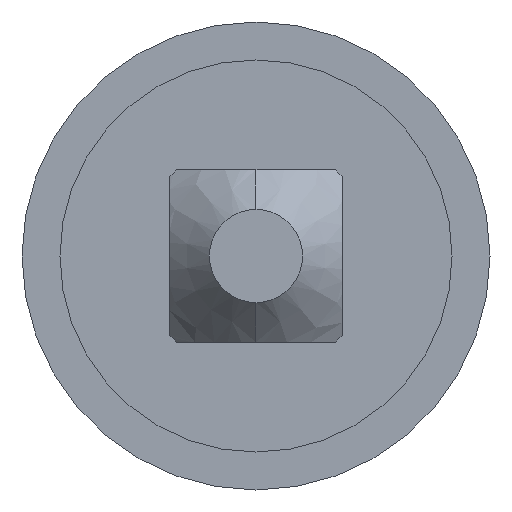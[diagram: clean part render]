
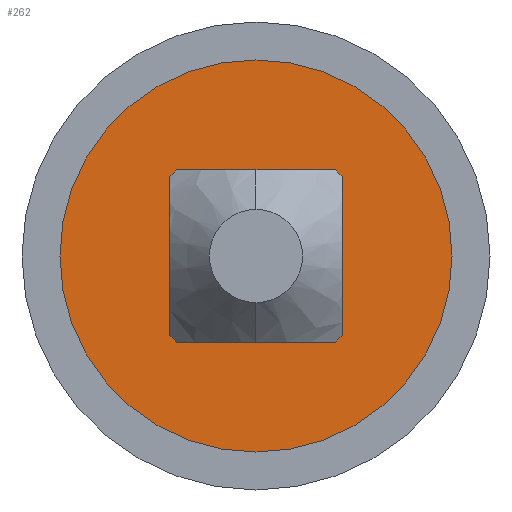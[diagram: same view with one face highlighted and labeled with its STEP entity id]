
A CAD part, left-side view. The second image highlights one B-rep face of the part: STEP entity #262.
In plain terms, the highlighted planar face has unit normal (-1, 0, 0).
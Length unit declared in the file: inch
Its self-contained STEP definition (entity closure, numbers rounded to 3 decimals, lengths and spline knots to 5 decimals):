
#5 = AXIS2_PLACEMENT_3D ( 'NONE', #619, #702, #278 ) ;
#10 = ORIENTED_EDGE ( 'NONE', *, *, #877, .F. ) ;
#33 = ORIENTED_EDGE ( 'NONE', *, *, #113, .T. ) ;
#36 = DIRECTION ( 'NONE',  ( -1., 0., 0. ) ) ;
#41 = CARTESIAN_POINT ( 'NONE',  ( 0.095, -0.01616, 0.01761 ) ) ;
#42 = VECTOR ( 'NONE', #193, 39.37008 ) ;
#52 = LINE ( 'NONE', #548, #356 ) ;
#63 = CARTESIAN_POINT ( 'NONE',  ( 0.095, 0., 0. ) ) ;
#88 = CARTESIAN_POINT ( 'NONE',  ( 0.095, -0.01616, -0.01761 ) ) ;
#94 = VECTOR ( 'NONE', #508, 39.37008 ) ;
#95 = CARTESIAN_POINT ( 'NONE',  ( 0.095, 0., -0.04 ) ) ;
#108 = CARTESIAN_POINT ( 'NONE',  ( 0.095, 0., 0. ) ) ;
#113 = EDGE_CURVE ( 'NONE', #828, #362, #594, .T. ) ;
#137 = VECTOR ( 'NONE', #552, 39.37008 ) ;
#145 = FACE_OUTER_BOUND ( 'NONE', #550, .T. ) ;
#151 = EDGE_LOOP ( 'NONE', ( #196, #427, #238, #613, #520, #10, #863, #174 ) ) ;
#174 = ORIENTED_EDGE ( 'NONE', *, *, #864, .F. ) ;
#176 = AXIS2_PLACEMENT_3D ( 'NONE', #580, #36, #317 ) ;
#190 = EDGE_CURVE ( 'NONE', #362, #828, #366, .T. ) ;
#193 = DIRECTION ( 'NONE',  ( 0., 0., -1. ) ) ;
#196 = ORIENTED_EDGE ( 'NONE', *, *, #809, .F. ) ;
#226 = LINE ( 'NONE', #421, #94 ) ;
#238 = ORIENTED_EDGE ( 'NONE', *, *, #604, .F. ) ;
#242 = VERTEX_POINT ( 'NONE', #561 ) ;
#249 = CIRCLE ( 'NONE', #176, 0.0239 ) ;
#262 = ADVANCED_FACE ( 'NONE', ( #626, #145 ), #473, .F. ) ;
#272 = DIRECTION ( 'NONE',  ( 0., 0., 1. ) ) ;
#278 = DIRECTION ( 'NONE',  ( 0., 0., 1. ) ) ;
#280 = DIRECTION ( 'NONE',  ( 0., 0., -1. ) ) ;
#290 = VERTEX_POINT ( 'NONE', #834 ) ;
#295 = DIRECTION ( 'NONE',  ( -1., 0., 0. ) ) ;
#311 = DIRECTION ( 'NONE',  ( 0., 0., 1. ) ) ;
#317 = DIRECTION ( 'NONE',  ( 0., 0., 1. ) ) ;
#336 = DIRECTION ( 'NONE',  ( 1., 0., 0. ) ) ;
#356 = VECTOR ( 'NONE', #757, 39.37008 ) ;
#362 = VERTEX_POINT ( 'NONE', #95 ) ;
#366 = CIRCLE ( 'NONE', #483, 0.04 ) ;
#369 = CARTESIAN_POINT ( 'NONE',  ( 0.095, 0.01616, 0.01761 ) ) ;
#372 = CIRCLE ( 'NONE', #470, 0.0239 ) ;
#381 = EDGE_CURVE ( 'NONE', #654, #242, #249, .T. ) ;
#400 = CIRCLE ( 'NONE', #5, 0.0239 ) ;
#413 = CARTESIAN_POINT ( 'NONE',  ( 0.095, 0.01761, -0.01619 ) ) ;
#414 = EDGE_CURVE ( 'NONE', #458, #796, #372, .T. ) ;
#421 = CARTESIAN_POINT ( 'NONE',  ( 0.095, -0.01619, 0.01761 ) ) ;
#422 = CARTESIAN_POINT ( 'NONE',  ( 0.095, 0., 0. ) ) ;
#424 = VERTEX_POINT ( 'NONE', #459 ) ;
#425 = CARTESIAN_POINT ( 'NONE',  ( 0.095, 0.01616, -0.01761 ) ) ;
#427 = ORIENTED_EDGE ( 'NONE', *, *, #712, .F. ) ;
#450 = EDGE_CURVE ( 'NONE', #242, #424, #817, .T. ) ;
#458 = VERTEX_POINT ( 'NONE', #693 ) ;
#459 = CARTESIAN_POINT ( 'NONE',  ( 0.095, 0.01761, -0.01616 ) ) ;
#470 = AXIS2_PLACEMENT_3D ( 'NONE', #63, #669, #272 ) ;
#473 = PLANE ( 'NONE',  #655 ) ;
#483 = AXIS2_PLACEMENT_3D ( 'NONE', #422, #631, #827 ) ;
#498 = CARTESIAN_POINT ( 'NONE',  ( 0.095, 0., 0. ) ) ;
#508 = DIRECTION ( 'NONE',  ( 0., 1., 0. ) ) ;
#520 = ORIENTED_EDGE ( 'NONE', *, *, #381, .F. ) ;
#548 = CARTESIAN_POINT ( 'NONE',  ( 0.095, -0.01619, -0.01761 ) ) ;
#550 = EDGE_LOOP ( 'NONE', ( #33, #668 ) ) ;
#552 = DIRECTION ( 'NONE',  ( 0., 0., 1. ) ) ;
#560 = LINE ( 'NONE', #635, #137 ) ;
#561 = CARTESIAN_POINT ( 'NONE',  ( 0.095, 0.01761, 0.01616 ) ) ;
#580 = CARTESIAN_POINT ( 'NONE',  ( 0.095, 0., 0. ) ) ;
#581 = VERTEX_POINT ( 'NONE', #425 ) ;
#594 = CIRCLE ( 'NONE', #689, 0.04 ) ;
#598 = VERTEX_POINT ( 'NONE', #88 ) ;
#604 = EDGE_CURVE ( 'NONE', #424, #581, #400, .T. ) ;
#613 = ORIENTED_EDGE ( 'NONE', *, *, #450, .F. ) ;
#619 = CARTESIAN_POINT ( 'NONE',  ( 0.095, 0., 0. ) ) ;
#626 = FACE_BOUND ( 'NONE', #151, .T. ) ;
#631 = DIRECTION ( 'NONE',  ( -1., 0., 0. ) ) ;
#635 = CARTESIAN_POINT ( 'NONE',  ( 0.095, -0.01761, -0.01619 ) ) ;
#654 = VERTEX_POINT ( 'NONE', #369 ) ;
#655 = AXIS2_PLACEMENT_3D ( 'NONE', #749, #336, #280 ) ;
#663 = DIRECTION ( 'NONE',  ( -1., 0., 0. ) ) ;
#668 = ORIENTED_EDGE ( 'NONE', *, *, #190, .T. ) ;
#669 = DIRECTION ( 'NONE',  ( -1., 0., 0. ) ) ;
#676 = CIRCLE ( 'NONE', #861, 0.0239 ) ;
#689 = AXIS2_PLACEMENT_3D ( 'NONE', #108, #663, #311 ) ;
#693 = CARTESIAN_POINT ( 'NONE',  ( 0.095, -0.01761, 0.01616 ) ) ;
#702 = DIRECTION ( 'NONE',  ( -1., 0., 0. ) ) ;
#712 = EDGE_CURVE ( 'NONE', #581, #598, #52, .T. ) ;
#749 = CARTESIAN_POINT ( 'NONE',  ( 0.095, 0.04, 0. ) ) ;
#757 = DIRECTION ( 'NONE',  ( 0., -1., 0. ) ) ;
#763 = CARTESIAN_POINT ( 'NONE',  ( 0.095, 0., 0.04 ) ) ;
#768 = DIRECTION ( 'NONE',  ( 0., 0., 1. ) ) ;
#796 = VERTEX_POINT ( 'NONE', #41 ) ;
#809 = EDGE_CURVE ( 'NONE', #598, #290, #676, .T. ) ;
#817 = LINE ( 'NONE', #413, #42 ) ;
#827 = DIRECTION ( 'NONE',  ( 0., 0., 1. ) ) ;
#828 = VERTEX_POINT ( 'NONE', #763 ) ;
#834 = CARTESIAN_POINT ( 'NONE',  ( 0.095, -0.01761, -0.01616 ) ) ;
#861 = AXIS2_PLACEMENT_3D ( 'NONE', #498, #295, #768 ) ;
#863 = ORIENTED_EDGE ( 'NONE', *, *, #414, .F. ) ;
#864 = EDGE_CURVE ( 'NONE', #290, #458, #560, .T. ) ;
#877 = EDGE_CURVE ( 'NONE', #796, #654, #226, .T. ) ;
